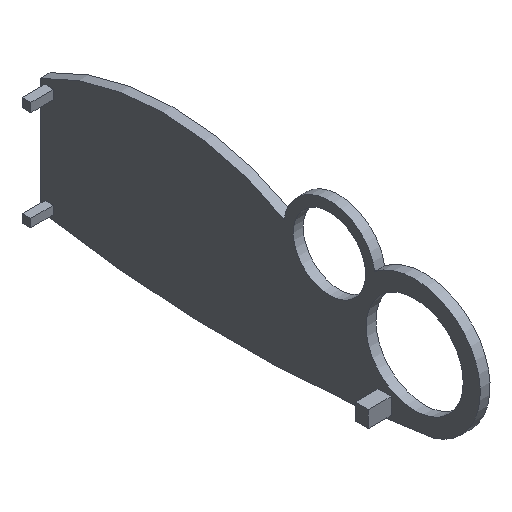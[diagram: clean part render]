
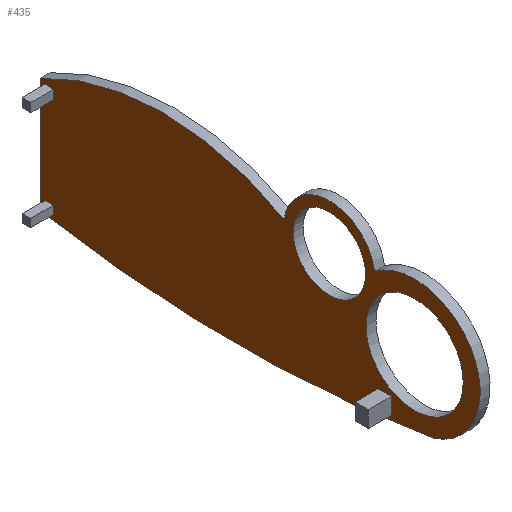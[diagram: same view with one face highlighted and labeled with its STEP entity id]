
A CAD part, isometric view. The second image highlights one B-rep face of the part: STEP entity #435.
In plain terms, the highlighted planar face has unit normal (-1, 0, 0).
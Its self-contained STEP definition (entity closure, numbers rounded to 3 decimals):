
#17=FACE_BOUND('',#90,.T.);
#18=FACE_BOUND('',#91,.T.);
#19=FACE_BOUND('',#92,.T.);
#20=FACE_BOUND('',#93,.T.);
#21=FACE_BOUND('',#94,.T.);
#23=CIRCLE('',#455,11.);
#25=CIRCLE('',#458,14.8);
#26=CIRCLE('',#460,76.502);
#28=CIRCLE('',#464,347.289);
#30=CIRCLE('',#467,20.);
#32=CIRCLE('',#470,14.);
#63=FACE_OUTER_BOUND('',#89,.T.);
#89=EDGE_LOOP('',(#375,#376,#377,#378,#379));
#90=EDGE_LOOP('',(#380,#381,#382,#383));
#91=EDGE_LOOP('',(#384,#385,#386,#387));
#92=EDGE_LOOP('',(#388,#389,#390,#391));
#93=EDGE_LOOP('',(#392));
#94=EDGE_LOOP('',(#393));
#95=LINE('',#597,#140);
#99=LINE('',#605,#144);
#102=LINE('',#611,#147);
#105=LINE('',#616,#150);
#107=LINE('',#622,#152);
#111=LINE('',#630,#156);
#114=LINE('',#636,#159);
#117=LINE('',#641,#162);
#119=LINE('',#647,#164);
#123=LINE('',#655,#168);
#126=LINE('',#661,#171);
#129=LINE('',#666,#174);
#135=LINE('',#692,#180);
#140=VECTOR('',#478,10.);
#144=VECTOR('',#484,10.);
#147=VECTOR('',#489,10.);
#150=VECTOR('',#494,10.);
#152=VECTOR('',#500,10.);
#156=VECTOR('',#506,10.);
#159=VECTOR('',#511,10.);
#162=VECTOR('',#516,10.);
#164=VECTOR('',#522,10.);
#168=VECTOR('',#528,10.);
#171=VECTOR('',#533,10.);
#174=VECTOR('',#538,10.);
#180=VECTOR('',#566,10.);
#185=VERTEX_POINT('',#595);
#186=VERTEX_POINT('',#596);
#189=VERTEX_POINT('',#604);
#191=VERTEX_POINT('',#610);
#193=VERTEX_POINT('',#620);
#194=VERTEX_POINT('',#621);
#197=VERTEX_POINT('',#629);
#199=VERTEX_POINT('',#635);
#201=VERTEX_POINT('',#645);
#202=VERTEX_POINT('',#646);
#205=VERTEX_POINT('',#654);
#207=VERTEX_POINT('',#660);
#210=VERTEX_POINT('',#672);
#212=VERTEX_POINT('',#678);
#213=VERTEX_POINT('',#682);
#214=VERTEX_POINT('',#683);
#217=VERTEX_POINT('',#691);
#219=VERTEX_POINT('',#697);
#221=VERTEX_POINT('',#703);
#223=EDGE_CURVE('',#185,#186,#95,.T.);
#227=EDGE_CURVE('',#186,#189,#99,.T.);
#230=EDGE_CURVE('',#189,#191,#102,.T.);
#233=EDGE_CURVE('',#191,#185,#105,.T.);
#235=EDGE_CURVE('',#193,#194,#107,.T.);
#239=EDGE_CURVE('',#194,#197,#111,.T.);
#242=EDGE_CURVE('',#197,#199,#114,.T.);
#245=EDGE_CURVE('',#199,#193,#117,.T.);
#247=EDGE_CURVE('',#201,#202,#119,.T.);
#251=EDGE_CURVE('',#202,#205,#123,.T.);
#254=EDGE_CURVE('',#205,#207,#126,.T.);
#257=EDGE_CURVE('',#207,#201,#129,.T.);
#261=EDGE_CURVE('',#210,#210,#23,.T.);
#264=EDGE_CURVE('',#212,#212,#25,.T.);
#265=EDGE_CURVE('',#213,#214,#26,.T.);
#269=EDGE_CURVE('',#217,#213,#135,.T.);
#272=EDGE_CURVE('',#219,#217,#28,.T.);
#275=EDGE_CURVE('',#221,#219,#30,.T.);
#278=EDGE_CURVE('',#214,#221,#32,.T.);
#375=ORIENTED_EDGE('',*,*,#278,.F.);
#376=ORIENTED_EDGE('',*,*,#265,.F.);
#377=ORIENTED_EDGE('',*,*,#269,.F.);
#378=ORIENTED_EDGE('',*,*,#272,.F.);
#379=ORIENTED_EDGE('',*,*,#275,.F.);
#380=ORIENTED_EDGE('',*,*,#223,.T.);
#381=ORIENTED_EDGE('',*,*,#227,.T.);
#382=ORIENTED_EDGE('',*,*,#230,.T.);
#383=ORIENTED_EDGE('',*,*,#233,.T.);
#384=ORIENTED_EDGE('',*,*,#235,.T.);
#385=ORIENTED_EDGE('',*,*,#239,.T.);
#386=ORIENTED_EDGE('',*,*,#242,.T.);
#387=ORIENTED_EDGE('',*,*,#245,.T.);
#388=ORIENTED_EDGE('',*,*,#247,.T.);
#389=ORIENTED_EDGE('',*,*,#251,.T.);
#390=ORIENTED_EDGE('',*,*,#254,.T.);
#391=ORIENTED_EDGE('',*,*,#257,.T.);
#392=ORIENTED_EDGE('',*,*,#264,.F.);
#393=ORIENTED_EDGE('',*,*,#261,.F.);
#411=PLANE('',#473);
#435=ADVANCED_FACE('',(#63,#17,#18,#19,#20,#21),#411,.F.);
#455=AXIS2_PLACEMENT_3D('',#674,#547,#548);
#458=AXIS2_PLACEMENT_3D('',#680,#554,#555);
#460=AXIS2_PLACEMENT_3D('',#684,#558,#559);
#464=AXIS2_PLACEMENT_3D('',#698,#571,#572);
#467=AXIS2_PLACEMENT_3D('',#704,#578,#579);
#470=AXIS2_PLACEMENT_3D('',#709,#585,#586);
#473=AXIS2_PLACEMENT_3D('',#712,#591,#592);
#478=DIRECTION('',(0.,0.,1.));
#484=DIRECTION('',(0.,-1.,0.));
#489=DIRECTION('',(0.,0.,-1.));
#494=DIRECTION('',(0.,1.,0.));
#500=DIRECTION('',(0.,0.,1.));
#506=DIRECTION('',(0.,-1.,0.));
#511=DIRECTION('',(0.,0.,-1.));
#516=DIRECTION('',(0.,1.,0.));
#522=DIRECTION('',(0.,0.,1.));
#528=DIRECTION('',(0.,-1.,0.));
#533=DIRECTION('',(0.,0.,-1.));
#538=DIRECTION('',(0.,1.,0.));
#547=DIRECTION('center_axis',(-1.,0.,0.));
#548=DIRECTION('ref_axis',(0.,1.,0.));
#554=DIRECTION('center_axis',(-1.,0.,0.));
#555=DIRECTION('ref_axis',(0.,1.,0.));
#558=DIRECTION('center_axis',(1.,0.,0.));
#559=DIRECTION('ref_axis',(0.,-0.486,0.874));
#566=DIRECTION('',(0.,0.,1.));
#571=DIRECTION('center_axis',(1.,0.,0.));
#572=DIRECTION('ref_axis',(0.,0.173,-0.985));
#578=DIRECTION('center_axis',(1.,0.,0.));
#579=DIRECTION('ref_axis',(0.,0.609,0.793));
#585=DIRECTION('center_axis',(1.,0.,0.));
#586=DIRECTION('ref_axis',(0.,0.987,0.158));
#591=DIRECTION('center_axis',(1.,0.,0.));
#592=DIRECTION('ref_axis',(0.,1.,0.));
#595=CARTESIAN_POINT('',(25.,-103.,-0.5));
#596=CARTESIAN_POINT('',(25.,-103.,4.5));
#597=CARTESIAN_POINT('',(25.,-103.,3.353));
#604=CARTESIAN_POINT('',(25.,-107.,4.5));
#605=CARTESIAN_POINT('',(25.,-89.747,4.5));
#610=CARTESIAN_POINT('',(25.,-107.,-0.5));
#611=CARTESIAN_POINT('',(25.,-107.,0.853));
#616=CARTESIAN_POINT('',(25.,-87.747,-0.5));
#620=CARTESIAN_POINT('',(25.,-1.436,31.5));
#621=CARTESIAN_POINT('',(25.,-1.436,34.18));
#622=CARTESIAN_POINT('',(25.,-1.436,18.193));
#629=CARTESIAN_POINT('',(25.,-4.133,34.18));
#630=CARTESIAN_POINT('',(25.,-38.313,34.18));
#635=CARTESIAN_POINT('',(25.,-4.133,31.5));
#636=CARTESIAN_POINT('',(25.,-4.133,16.853));
#641=CARTESIAN_POINT('',(25.,-36.965,31.5));
#645=CARTESIAN_POINT('',(25.,-1.5,1.));
#646=CARTESIAN_POINT('',(25.,-1.5,3.5));
#647=CARTESIAN_POINT('',(25.,-1.5,2.853));
#654=CARTESIAN_POINT('',(25.,-4.,3.5));
#655=CARTESIAN_POINT('',(25.,-38.247,3.5));
#660=CARTESIAN_POINT('',(25.,-4.,1.));
#661=CARTESIAN_POINT('',(25.,-4.,1.603));
#666=CARTESIAN_POINT('',(25.,-36.997,1.));
#672=CARTESIAN_POINT('',(25.,-99.175,32.791));
#674=CARTESIAN_POINT('Origin',(25.,-88.175,32.791));
#678=CARTESIAN_POINT('',(25.,-128.975,19.133));
#680=CARTESIAN_POINT('Origin',(25.,-114.175,19.133));
#682=CARTESIAN_POINT('',(25.,0.,35.));
#683=CARTESIAN_POINT('',(25.,-74.351,35.));
#684=CARTESIAN_POINT('Origin',(25.,-37.175,-31.862));
#691=CARTESIAN_POINT('',(25.,0.,0.));
#692=CARTESIAN_POINT('',(25.,0.,35.));
#697=CARTESIAN_POINT('',(25.,-120.,0.));
#698=CARTESIAN_POINT('Origin',(25.,-60.,342.067));
#703=CARTESIAN_POINT('',(25.,-102.,35.));
#704=CARTESIAN_POINT('Origin',(25.,-114.175,19.133));
#709=CARTESIAN_POINT('Origin',(25.,-88.175,32.791));
#712=CARTESIAN_POINT('Origin',(25.,-72.494,2.206));
